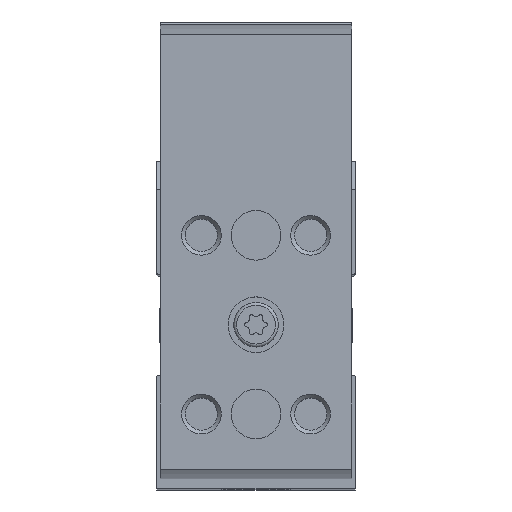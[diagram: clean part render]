
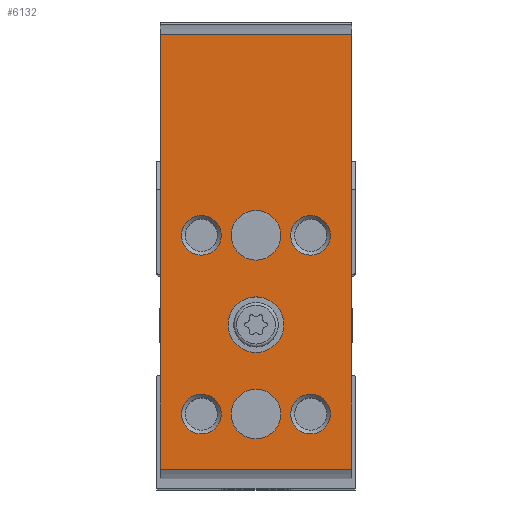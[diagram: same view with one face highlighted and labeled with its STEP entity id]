
A CAD part, top view. The second image highlights one B-rep face of the part: STEP entity #6132.
In plain terms, the highlighted planar face has unit normal (0, 0, 1).
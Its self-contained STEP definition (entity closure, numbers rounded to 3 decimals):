
#453=CIRCLE('',#8177,2.8);
#454=CIRCLE('',#8178,2.5);
#455=CIRCLE('',#8179,2.5);
#456=CIRCLE('',#8180,2.);
#457=CIRCLE('',#8181,2.);
#458=CIRCLE('',#8182,2.);
#459=CIRCLE('',#8183,2.);
#1573=ORIENTED_EDGE('',*,*,#2809,.T.);
#1574=ORIENTED_EDGE('',*,*,#2810,.T.);
#1575=ORIENTED_EDGE('',*,*,#2811,.T.);
#1576=ORIENTED_EDGE('',*,*,#2812,.F.);
#1577=ORIENTED_EDGE('',*,*,#2813,.F.);
#1578=ORIENTED_EDGE('',*,*,#2814,.F.);
#1579=ORIENTED_EDGE('',*,*,#2815,.F.);
#1580=ORIENTED_EDGE('',*,*,#2816,.T.);
#1581=ORIENTED_EDGE('',*,*,#2817,.F.);
#1582=ORIENTED_EDGE('',*,*,#2818,.F.);
#1583=ORIENTED_EDGE('',*,*,#2819,.T.);
#2809=EDGE_CURVE('',#3521,#3521,#453,.T.);
#2810=EDGE_CURVE('',#3522,#3522,#454,.T.);
#2811=EDGE_CURVE('',#3523,#3523,#455,.T.);
#2812=EDGE_CURVE('',#3524,#3524,#456,.T.);
#2813=EDGE_CURVE('',#3525,#3525,#457,.T.);
#2814=EDGE_CURVE('',#3526,#3526,#458,.T.);
#2815=EDGE_CURVE('',#3527,#3527,#459,.T.);
#2816=EDGE_CURVE('',#3528,#3529,#4062,.T.);
#2817=EDGE_CURVE('',#3530,#3529,#4063,.T.);
#2818=EDGE_CURVE('',#3531,#3530,#4064,.T.);
#2819=EDGE_CURVE('',#3531,#3528,#4065,.T.);
#3521=VERTEX_POINT('',#11687);
#3522=VERTEX_POINT('',#11689);
#3523=VERTEX_POINT('',#11691);
#3524=VERTEX_POINT('',#11693);
#3525=VERTEX_POINT('',#11695);
#3526=VERTEX_POINT('',#11697);
#3527=VERTEX_POINT('',#11699);
#3528=VERTEX_POINT('',#11701);
#3529=VERTEX_POINT('',#11702);
#3530=VERTEX_POINT('',#11704);
#3531=VERTEX_POINT('',#11706);
#4062=LINE('',#11700,#4488);
#4063=LINE('',#11703,#4489);
#4064=LINE('',#11705,#4490);
#4065=LINE('',#11707,#4491);
#4488=VECTOR('',#9679,1000.);
#4489=VECTOR('',#9680,1000.);
#4490=VECTOR('',#9681,1000.);
#4491=VECTOR('',#9682,1000.);
#4903=EDGE_LOOP('',(#1573));
#4904=EDGE_LOOP('',(#1574));
#4905=EDGE_LOOP('',(#1575));
#4906=EDGE_LOOP('',(#1576));
#4907=EDGE_LOOP('',(#1577));
#4908=EDGE_LOOP('',(#1578));
#4909=EDGE_LOOP('',(#1579));
#4910=EDGE_LOOP('',(#1580,#1581,#1582,#1583));
#5490=FACE_BOUND('',#4903,.T.);
#5491=FACE_BOUND('',#4904,.T.);
#5492=FACE_BOUND('',#4905,.T.);
#5493=FACE_BOUND('',#4906,.T.);
#5494=FACE_BOUND('',#4907,.T.);
#5495=FACE_BOUND('',#4908,.T.);
#5496=FACE_BOUND('',#4909,.T.);
#5497=FACE_BOUND('',#4910,.T.);
#5879=PLANE('',#8176);
#6132=ADVANCED_FACE('',(#5490,#5491,#5492,#5493,#5494,#5495,#5496,#5497),
#5879,.F.);
#8176=AXIS2_PLACEMENT_3D('',#11685,#9663,#9664);
#8177=AXIS2_PLACEMENT_3D('',#11686,#9665,#9666);
#8178=AXIS2_PLACEMENT_3D('',#11688,#9667,#9668);
#8179=AXIS2_PLACEMENT_3D('',#11690,#9669,#9670);
#8180=AXIS2_PLACEMENT_3D('',#11692,#9671,#9672);
#8181=AXIS2_PLACEMENT_3D('',#11694,#9673,#9674);
#8182=AXIS2_PLACEMENT_3D('',#11696,#9675,#9676);
#8183=AXIS2_PLACEMENT_3D('',#11698,#9677,#9678);
#9663=DIRECTION('',(0.,0.,-1.));
#9664=DIRECTION('',(-1.,0.,0.));
#9665=DIRECTION('',(0.,0.,-1.));
#9666=DIRECTION('',(-1.,0.,0.));
#9667=DIRECTION('',(0.,0.,-1.));
#9668=DIRECTION('',(-1.,0.,0.));
#9669=DIRECTION('',(0.,0.,-1.));
#9670=DIRECTION('',(-1.,0.,0.));
#9671=DIRECTION('',(0.,0.,1.));
#9672=DIRECTION('',(1.,0.,0.));
#9673=DIRECTION('',(0.,0.,1.));
#9674=DIRECTION('',(1.,0.,0.));
#9675=DIRECTION('',(0.,0.,1.));
#9676=DIRECTION('',(1.,0.,0.));
#9677=DIRECTION('',(0.,0.,1.));
#9678=DIRECTION('',(1.,0.,0.));
#9679=DIRECTION('',(0.,-1.,0.));
#9680=DIRECTION('',(-1.,0.,0.));
#9681=DIRECTION('',(0.,-1.,0.));
#9682=DIRECTION('',(-1.,0.,0.));
#11685=CARTESIAN_POINT('',(9.65,46.,0.));
#11686=CARTESIAN_POINT('',(0.,15.5,0.));
#11687=CARTESIAN_POINT('',(-2.8,15.5,0.));
#11688=CARTESIAN_POINT('',(0.,6.5,0.));
#11689=CARTESIAN_POINT('',(-2.5,6.5,0.));
#11690=CARTESIAN_POINT('',(0.,24.5,0.));
#11691=CARTESIAN_POINT('',(-2.5,24.5,0.));
#11692=CARTESIAN_POINT('',(-5.5,24.5,0.));
#11693=CARTESIAN_POINT('',(-3.5,24.5,0.));
#11694=CARTESIAN_POINT('',(5.5,24.5,0.));
#11695=CARTESIAN_POINT('',(7.5,24.5,0.));
#11696=CARTESIAN_POINT('',(-5.5,6.5,0.));
#11697=CARTESIAN_POINT('',(-3.5,6.5,0.));
#11698=CARTESIAN_POINT('',(5.5,6.5,0.));
#11699=CARTESIAN_POINT('',(7.5,6.5,0.));
#11700=CARTESIAN_POINT('',(-9.65,46.,0.));
#11701=CARTESIAN_POINT('',(-9.65,44.747,0.));
#11702=CARTESIAN_POINT('',(-9.65,0.953,0.));
#11703=CARTESIAN_POINT('',(9.65,0.953,0.));
#11704=CARTESIAN_POINT('',(9.65,0.953,0.));
#11705=CARTESIAN_POINT('',(9.65,46.,0.));
#11706=CARTESIAN_POINT('',(9.65,44.747,0.));
#11707=CARTESIAN_POINT('',(9.65,44.747,0.));
